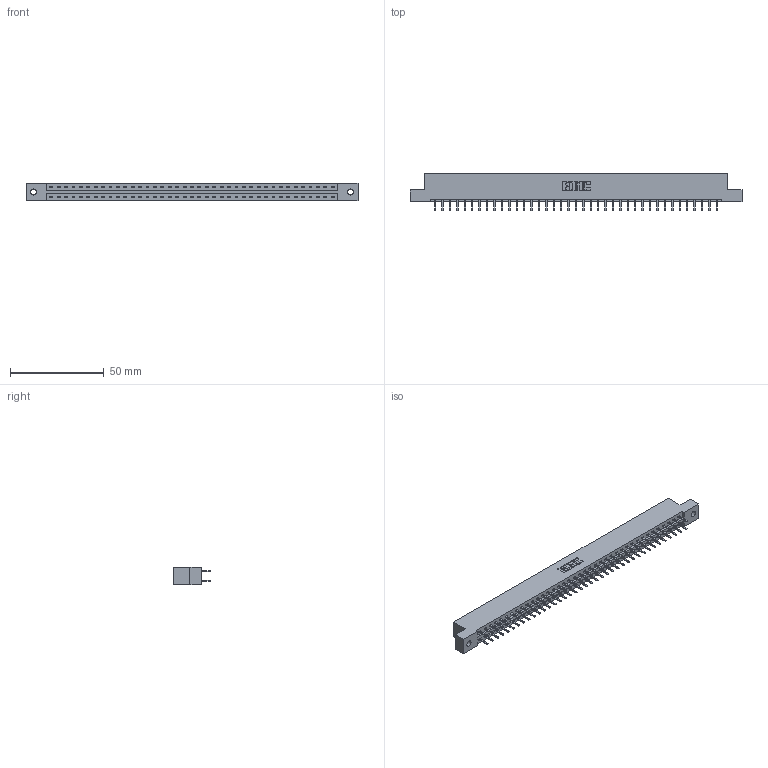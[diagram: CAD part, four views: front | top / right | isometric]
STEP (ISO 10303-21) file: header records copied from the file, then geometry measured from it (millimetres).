
FILE_DESCRIPTION (( 'STEP AP203' ), '1' );
FILE_NAME ('387-078-520-202.STEP', '2019-10-22T05:04:42', ( '' ), ( '' ), 'SwSTEP 2.0', 'SolidWorks 2016', '' );
FILE_SCHEMA (( 'CONFIG_CONTROL_DESIGN' ));
Length unit declared in the file: inch
Products named in the file (3): 345-292-001_345-293-120; 387-078-520-202; 337 Part_Flush Mounting Lugs - 0.128 Dia
Assembly tree (79 placements, depth 2):
  387-078-520-202
    337 Part_Flush Mounting Lugs - 0.128 Dia
    345-292-001_345-293-120  x78
Bounding box: 177.55 x 20.02 x 9.4 mm (x, y, z)
Volume: 18600.3 mm3; surface area: 20628 mm2
Topology: 79 solids, 79 shells, 4638 faces, 13493 edges, 8786 vertices
Faces by surface type: plane 3190, cylinder 1448
Entity records: 30743 total; most frequent: CARTESIAN_POINT 5194, ORIENTED_EDGE 5118, DIRECTION 4411, EDGE_CURVE 2559, LINE 2427, VECTOR 2427, VERTEX_POINT 1702, AXIS2_PLACEMENT_3D 992
